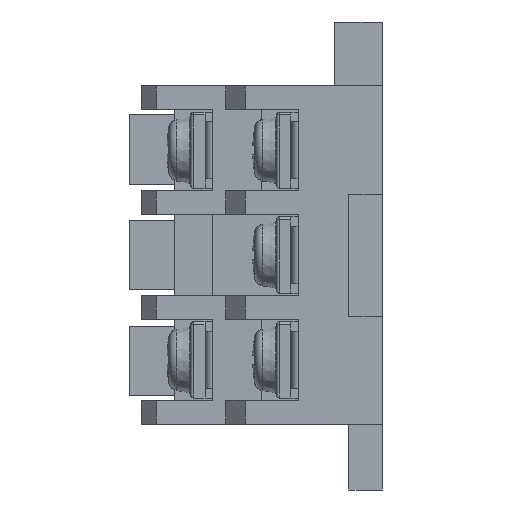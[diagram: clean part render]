
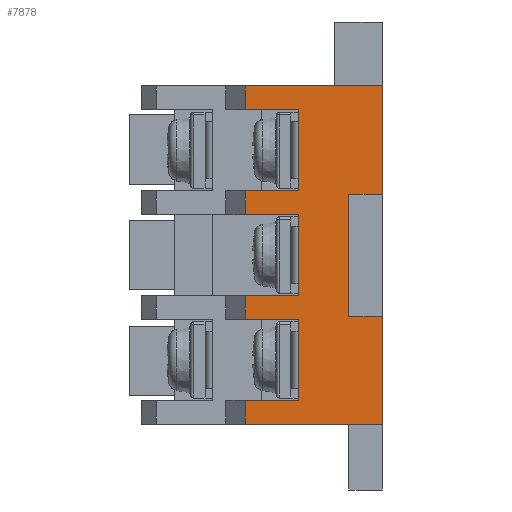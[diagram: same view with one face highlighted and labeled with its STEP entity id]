
A CAD part, left-side view. The second image highlights one B-rep face of the part: STEP entity #7878.
In plain terms, the highlighted planar face has unit normal (-1, 0, 0).
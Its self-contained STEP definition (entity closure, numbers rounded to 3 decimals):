
#173=FACE_BOUND('',#903,.T.);
#440=FACE_OUTER_BOUND('',#902,.T.);
#902=EDGE_LOOP('',(#5935,#5936,#5937,#5938,#5939,#5940,#5941,#5942,#5943,
#5944,#5945,#5946,#5947,#5948,#5949,#5950));
#903=EDGE_LOOP('',(#5951,#5952,#5953,#5954));
#1209=LINE('',#10723,#2236);
#1333=LINE('',#10979,#2360);
#1337=LINE('',#10987,#2364);
#1340=LINE('',#10993,#2367);
#1343=LINE('',#10998,#2370);
#1631=LINE('',#11663,#2658);
#1633=LINE('',#11669,#2660);
#1638=LINE('',#11677,#2665);
#1644=LINE('',#11691,#2671);
#1651=LINE('',#11706,#2678);
#1667=LINE('',#11740,#2694);
#1668=LINE('',#11741,#2695);
#1669=LINE('',#11743,#2696);
#1670=LINE('',#11744,#2697);
#1671=LINE('',#11746,#2698);
#1672=LINE('',#11748,#2699);
#1673=LINE('',#11750,#2700);
#1674=LINE('',#11751,#2701);
#1675=LINE('',#11753,#2702);
#1676=LINE('',#11754,#2703);
#2236=VECTOR('',#8674,14.4);
#2360=VECTOR('',#8878,3.5);
#2364=VECTOR('',#8884,12.8);
#2367=VECTOR('',#8889,3.5);
#2370=VECTOR('',#8894,12.8);
#2658=VECTOR('',#9478,5.6);
#2660=VECTOR('',#9482,5.6);
#2665=VECTOR('',#9489,8.5);
#2671=VECTOR('',#9499,8.5);
#2678=VECTOR('',#9510,8.5);
#2694=VECTOR('',#9536,2.5);
#2695=VECTOR('',#9537,5.6);
#2696=VECTOR('',#9538,5.6);
#2697=VECTOR('',#9539,2.5);
#2698=VECTOR('',#9540,35.5);
#2699=VECTOR('',#9541,14.4);
#2700=VECTOR('',#9542,2.5);
#2701=VECTOR('',#9543,5.6);
#2702=VECTOR('',#9544,5.6);
#2703=VECTOR('',#9545,2.5);
#3264=VERTEX_POINT('',#10720);
#3265=VERTEX_POINT('',#10722);
#3356=VERTEX_POINT('',#10977);
#3357=VERTEX_POINT('',#10978);
#3360=VERTEX_POINT('',#10986);
#3362=VERTEX_POINT('',#10992);
#3589=VERTEX_POINT('',#11655);
#3592=VERTEX_POINT('',#11661);
#3593=VERTEX_POINT('',#11665);
#3595=VERTEX_POINT('',#11668);
#3602=VERTEX_POINT('',#11688);
#3603=VERTEX_POINT('',#11690);
#3608=VERTEX_POINT('',#11703);
#3609=VERTEX_POINT('',#11705);
#3622=VERTEX_POINT('',#11739);
#3623=VERTEX_POINT('',#11742);
#3624=VERTEX_POINT('',#11745);
#3625=VERTEX_POINT('',#11747);
#3626=VERTEX_POINT('',#11749);
#3627=VERTEX_POINT('',#11752);
#4006=EDGE_CURVE('',#3264,#3265,#1209,.T.);
#4134=EDGE_CURVE('',#3356,#3357,#1333,.T.);
#4138=EDGE_CURVE('',#3357,#3360,#1337,.T.);
#4141=EDGE_CURVE('',#3360,#3362,#1340,.T.);
#4144=EDGE_CURVE('',#3362,#3356,#1343,.T.);
#4456=EDGE_CURVE('',#3589,#3592,#1631,.T.);
#4458=EDGE_CURVE('',#3595,#3593,#1633,.T.);
#4463=EDGE_CURVE('',#3592,#3595,#1638,.T.);
#4469=EDGE_CURVE('',#3603,#3602,#1644,.T.);
#4476=EDGE_CURVE('',#3609,#3608,#1651,.T.);
#4492=EDGE_CURVE('',#3622,#3593,#1667,.T.);
#4493=EDGE_CURVE('',#3622,#3603,#1668,.T.);
#4494=EDGE_CURVE('',#3602,#3623,#1669,.T.);
#4495=EDGE_CURVE('',#3265,#3623,#1670,.T.);
#4496=EDGE_CURVE('',#3264,#3624,#1671,.T.);
#4497=EDGE_CURVE('',#3625,#3624,#1672,.T.);
#4498=EDGE_CURVE('',#3626,#3625,#1673,.T.);
#4499=EDGE_CURVE('',#3626,#3609,#1674,.T.);
#4500=EDGE_CURVE('',#3608,#3627,#1675,.T.);
#4501=EDGE_CURVE('',#3589,#3627,#1676,.T.);
#5935=ORIENTED_EDGE('',*,*,#4456,.T.);
#5936=ORIENTED_EDGE('',*,*,#4463,.T.);
#5937=ORIENTED_EDGE('',*,*,#4458,.T.);
#5938=ORIENTED_EDGE('',*,*,#4492,.F.);
#5939=ORIENTED_EDGE('',*,*,#4493,.T.);
#5940=ORIENTED_EDGE('',*,*,#4469,.T.);
#5941=ORIENTED_EDGE('',*,*,#4494,.T.);
#5942=ORIENTED_EDGE('',*,*,#4495,.F.);
#5943=ORIENTED_EDGE('',*,*,#4006,.F.);
#5944=ORIENTED_EDGE('',*,*,#4496,.T.);
#5945=ORIENTED_EDGE('',*,*,#4497,.F.);
#5946=ORIENTED_EDGE('',*,*,#4498,.F.);
#5947=ORIENTED_EDGE('',*,*,#4499,.T.);
#5948=ORIENTED_EDGE('',*,*,#4476,.T.);
#5949=ORIENTED_EDGE('',*,*,#4500,.T.);
#5950=ORIENTED_EDGE('',*,*,#4501,.F.);
#5951=ORIENTED_EDGE('',*,*,#4134,.T.);
#5952=ORIENTED_EDGE('',*,*,#4138,.T.);
#5953=ORIENTED_EDGE('',*,*,#4141,.T.);
#5954=ORIENTED_EDGE('',*,*,#4144,.T.);
#7470=PLANE('',#8341);
#7878=ADVANCED_FACE('',(#440,#173),#7470,.T.);
#8341=AXIS2_PLACEMENT_3D('',#11738,#9534,#9535);
#8674=DIRECTION('',(0.,1.,0.));
#8878=DIRECTION('',(0.,-1.,0.));
#8884=DIRECTION('',(0.,0.,-1.));
#8889=DIRECTION('',(0.,1.,0.));
#8894=DIRECTION('',(0.,0.,1.));
#9478=DIRECTION('',(0.,-1.,0.));
#9482=DIRECTION('',(0.,1.,0.));
#9489=DIRECTION('',(0.,0.,-1.));
#9499=DIRECTION('',(0.,0.,-1.));
#9510=DIRECTION('',(0.,0.,-1.));
#9534=DIRECTION('center_axis',(-1.,0.,0.));
#9535=DIRECTION('ref_axis',(0.,-1.,0.));
#9536=DIRECTION('',(0.,0.,1.));
#9537=DIRECTION('',(0.,-1.,0.));
#9538=DIRECTION('',(0.,1.,0.));
#9539=DIRECTION('',(0.,0.,1.));
#9540=DIRECTION('',(0.,0.,1.));
#9541=DIRECTION('',(0.,-1.,0.));
#9542=DIRECTION('',(0.,0.,1.));
#9543=DIRECTION('',(0.,-1.,0.));
#9544=DIRECTION('',(0.,1.,0.));
#9545=DIRECTION('',(0.,0.,1.));
#10720=CARTESIAN_POINT('',(0.,0.,-17.75));
#10722=CARTESIAN_POINT('',(0.,14.4,-17.75));
#10723=CARTESIAN_POINT('',(0.,14.4,-17.75));
#10977=CARTESIAN_POINT('',(0.,3.51,6.4));
#10978=CARTESIAN_POINT('',(0.,0.01,6.4));
#10979=CARTESIAN_POINT('',(0.,7.205,6.4));
#10986=CARTESIAN_POINT('',(0.,0.01,-6.4));
#10987=CARTESIAN_POINT('',(0.,0.01,-3.2));
#10992=CARTESIAN_POINT('',(0.,3.51,-6.4));
#10993=CARTESIAN_POINT('',(0.,8.955,-6.4));
#10998=CARTESIAN_POINT('',(0.,3.51,3.2));
#11655=CARTESIAN_POINT('',(0.,14.4,4.25));
#11661=CARTESIAN_POINT('',(0.,8.8,4.25));
#11663=CARTESIAN_POINT('',(0.,15.4,4.25));
#11665=CARTESIAN_POINT('',(0.,14.4,-4.25));
#11668=CARTESIAN_POINT('',(0.,8.8,-4.25));
#11669=CARTESIAN_POINT('',(0.,15.4,-4.25));
#11677=CARTESIAN_POINT('',(0.,8.8,0.));
#11688=CARTESIAN_POINT('',(0.,8.8,-15.25));
#11690=CARTESIAN_POINT('',(0.,8.8,-6.75));
#11691=CARTESIAN_POINT('',(0.,8.8,-5.5));
#11703=CARTESIAN_POINT('',(0.,8.8,6.75));
#11705=CARTESIAN_POINT('',(0.,8.8,15.25));
#11706=CARTESIAN_POINT('',(0.,8.8,5.5));
#11738=CARTESIAN_POINT('Origin',(0.,14.4,0.));
#11739=CARTESIAN_POINT('',(0.,14.4,-6.75));
#11740=CARTESIAN_POINT('',(0.,14.4,0.));
#11741=CARTESIAN_POINT('',(0.,15.4,-6.75));
#11742=CARTESIAN_POINT('',(0.,14.4,-15.25));
#11743=CARTESIAN_POINT('',(0.,15.4,-15.25));
#11744=CARTESIAN_POINT('',(0.,14.4,0.));
#11745=CARTESIAN_POINT('',(0.,0.,17.75));
#11746=CARTESIAN_POINT('',(0.,0.,0.));
#11747=CARTESIAN_POINT('',(0.,14.4,17.75));
#11748=CARTESIAN_POINT('',(0.,14.4,17.75));
#11749=CARTESIAN_POINT('',(0.,14.4,15.25));
#11750=CARTESIAN_POINT('',(0.,14.4,0.));
#11751=CARTESIAN_POINT('',(0.,15.4,15.25));
#11752=CARTESIAN_POINT('',(0.,14.4,6.75));
#11753=CARTESIAN_POINT('',(0.,15.4,6.75));
#11754=CARTESIAN_POINT('',(0.,14.4,0.));
